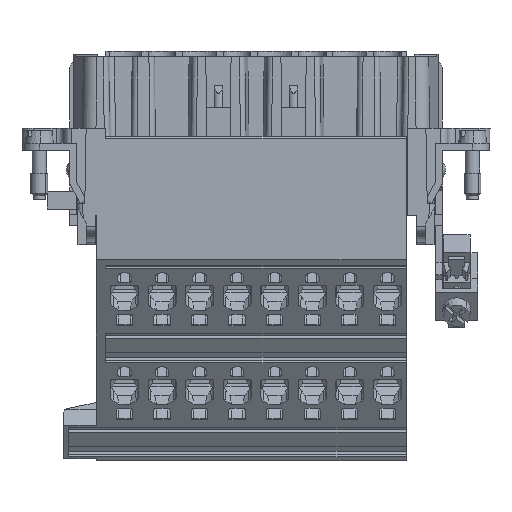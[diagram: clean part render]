
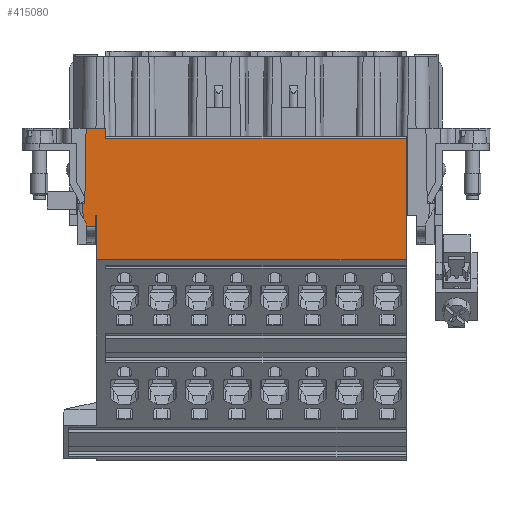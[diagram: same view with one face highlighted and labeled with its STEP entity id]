
A CAD part, left-side view. The second image highlights one B-rep face of the part: STEP entity #415080.
In plain terms, the highlighted face is planar.
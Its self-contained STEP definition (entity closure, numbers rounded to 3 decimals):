
#32570=CARTESIAN_POINT('',(-20.846,17.15,
27.7));
#32580=VERTEX_POINT('',#32570);
#32810=CARTESIAN_POINT('',(-20.498,17.15,
27.7));
#32820=VERTEX_POINT('',#32810);
#32850=CARTESIAN_POINT('',(11.339,17.15,
27.7));
#32860=DIRECTION('',(1.,0.,0.));
#32870=VECTOR('',#32860,1.);
#32880=LINE('',#32850,#32870);
#32890=EDGE_CURVE('',#32580,#32820,#32880,.T.);
#43710=CARTESIAN_POINT('',(-20.802,17.15,
30.203));
#43720=VERTEX_POINT('',#43710);
#43750=CARTESIAN_POINT('',(-29.869,17.15,14.5));
#43760=DIRECTION('',(0.5,0.,
0.866));
#43770=VECTOR('',#43760,1.);
#43780=LINE('',#43750,#43770);
#43790=CARTESIAN_POINT('',(-20.198,17.15,
31.25));
#43800=VERTEX_POINT('',#43790);
#43810=EDGE_CURVE('',#43720,#43800,#43780,.T.);
#51490=CARTESIAN_POINT('',(-18.577,17.15,
31.75));
#51500=VERTEX_POINT('',#51490);
#51680=CARTESIAN_POINT('',(-20.198,17.15,
31.75));
#51690=VERTEX_POINT('',#51680);
#51720=CARTESIAN_POINT('',(11.592,17.15,
31.75));
#51730=DIRECTION('',(1.,0.,0.));
#51740=VECTOR('',#51730,1.);
#51750=LINE('',#51720,#51740);
#51760=EDGE_CURVE('',#51690,#51500,#51750,.T.);
#56080=CARTESIAN_POINT('',(-18.45,17.15,
29.75));
#56090=VERTEX_POINT('',#56080);
#56260=CARTESIAN_POINT('',(-18.542,17.15,
29.75));
#56270=VERTEX_POINT('',#56260);
#56300=CARTESIAN_POINT('',(11.339,17.15,
29.75));
#56310=DIRECTION('',(-1.,0.,0.));
#56320=VECTOR('',#56310,1.);
#56330=LINE('',#56300,#56320);
#56340=EDGE_CURVE('',#56090,#56270,#56330,.T.);
#62430=CARTESIAN_POINT('',(-20.268,17.15,14.5));
#62440=DIRECTION('',(-0.017,0.,
1.));
#62450=VECTOR('',#62440,1.);
#62460=LINE('',#62430,#62450);
#62470=CARTESIAN_POINT('',(-20.262,17.15,
14.2));
#62480=VERTEX_POINT('',#62470);
#62490=EDGE_CURVE('',#62480,#32820,#62460,.T.);
#140240=CARTESIAN_POINT('',(-16.75,17.15,
16.05));
#140250=VERTEX_POINT('',#140240);
#140280=CARTESIAN_POINT('',(-16.75,17.15,14.5));
#140290=DIRECTION('',(0.,0.,1.));
#140300=VECTOR('',#140290,1.);
#140310=LINE('',#140280,#140300);
#140320=CARTESIAN_POINT('',(-16.75,17.15,
14.2));
#140330=VERTEX_POINT('',#140320);
#140340=EDGE_CURVE('',#140330,#140250,#140310,.T.);
#140950=CARTESIAN_POINT('',(-21.077,17.15,14.5));
#140960=DIRECTION('',(-0.017,0.,
-1.));
#140970=VECTOR('',#140960,1.);
#140980=LINE('',#140950,#140970);
#140990=EDGE_CURVE('',#43720,#32580,#140980,.T.);
#164740=CARTESIAN_POINT('',(-18.276,17.15,14.5));
#164750=DIRECTION('',(-0.017,0.,
1.));
#164760=VECTOR('',#164750,1.);
#164770=LINE('',#164740,#164760);
#164780=EDGE_CURVE('',#56270,#51500,#164770,.T.);
#233590=CARTESIAN_POINT('',(11.339,17.15,
14.2));
#233600=DIRECTION('',(-1.,0.,0.));
#233610=VECTOR('',#233600,1.);
#233620=LINE('',#233590,#233610);
#233630=EDGE_CURVE('',#140330,#62480,#233620,.T.);
#236080=CARTESIAN_POINT('',(-20.198,17.15,14.5));
#236090=DIRECTION('',(0.,0.,1.));
#236100=VECTOR('',#236090,1.);
#236110=LINE('',#236080,#236100);
#236120=EDGE_CURVE('',#43800,#51690,#236110,.T.);
#376990=CARTESIAN_POINT('',(-18.45,17.15,14.5));
#377000=DIRECTION('',(0.,0.,-1.));
#377010=VECTOR('',#377000,1.);
#377020=LINE('',#376990,#377010);
#377030=CARTESIAN_POINT('',(-18.45,17.15,
37.671));
#377040=VERTEX_POINT('',#377030);
#377050=EDGE_CURVE('',#377040,#56090,#377020,.T.);
#409790=CARTESIAN_POINT('',(11.339,17.15,
37.671));
#409800=DIRECTION('',(-1.,0.,0.));
#409810=VECTOR('',#409800,1.);
#409820=LINE('',#409790,#409810);
#409830=CARTESIAN_POINT('',(36.85,17.15,
37.671));
#409840=VERTEX_POINT('',#409830);
#409850=EDGE_CURVE('',#409840,#377040,#409820,.T.);
#414750=CARTESIAN_POINT('',(-16.898,17.15,
18.65));
#414760=DIRECTION('',(0.,1.,0.));
#414770=DIRECTION('',(0.,0.,-1.));
#414780=AXIS2_PLACEMENT_3D('',#414750,#414760,#414770);
#414790=PLANE('',#414780);
#414800=CARTESIAN_POINT('',(36.85,17.15,14.5));
#414810=DIRECTION('',(0.,0.,1.));
#414820=VECTOR('',#414810,1.);
#414830=LINE('',#414800,#414820);
#414840=CARTESIAN_POINT('',(36.85,17.15,
16.05));
#414850=VERTEX_POINT('',#414840);
#414860=EDGE_CURVE('',#414850,#409840,#414830,.T.);
#414870=ORIENTED_EDGE('',*,*,#414860,.F.);
#414880=ORIENTED_EDGE('',*,*,#409850,.F.);
#414890=ORIENTED_EDGE('',*,*,#377050,.F.);
#414900=ORIENTED_EDGE('',*,*,#56340,.F.);
#414910=ORIENTED_EDGE('',*,*,#164780,.F.);
#414920=ORIENTED_EDGE('',*,*,#51760,.T.);
#414930=ORIENTED_EDGE('',*,*,#236120,.T.);
#414940=ORIENTED_EDGE('',*,*,#43810,.T.);
#414950=ORIENTED_EDGE('',*,*,#140990,.F.);
#414960=ORIENTED_EDGE('',*,*,#32890,.F.);
#414970=ORIENTED_EDGE('',*,*,#62490,.T.);
#414980=ORIENTED_EDGE('',*,*,#233630,.T.);
#414990=ORIENTED_EDGE('',*,*,#140340,.F.);
#415000=CARTESIAN_POINT('',(11.339,17.15,
16.05));
#415010=DIRECTION('',(-1.,0.,0.));
#415020=VECTOR('',#415010,1.);
#415030=LINE('',#415000,#415020);
#415040=EDGE_CURVE('',#414850,#140250,#415030,.T.);
#415050=ORIENTED_EDGE('',*,*,#415040,.T.);
#415060=EDGE_LOOP('',(#415050,#414990,#414980,#414970,#414960,#414950,
#414940,#414930,#414920,#414910,#414900,#414890,#414880,#414870));
#415070=FACE_OUTER_BOUND('',#415060,.T.);
#415080=ADVANCED_FACE('',(#415070),#414790,.T.);
